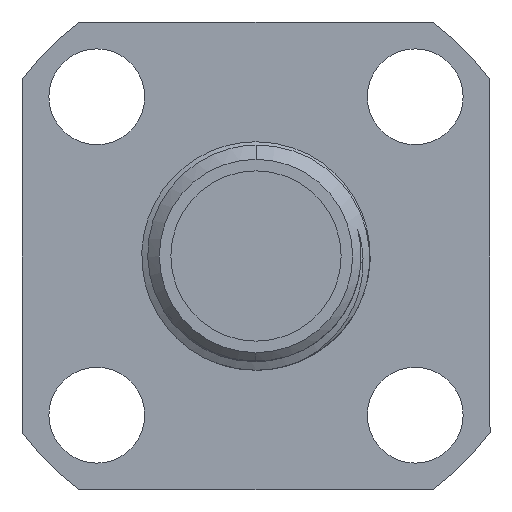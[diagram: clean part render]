
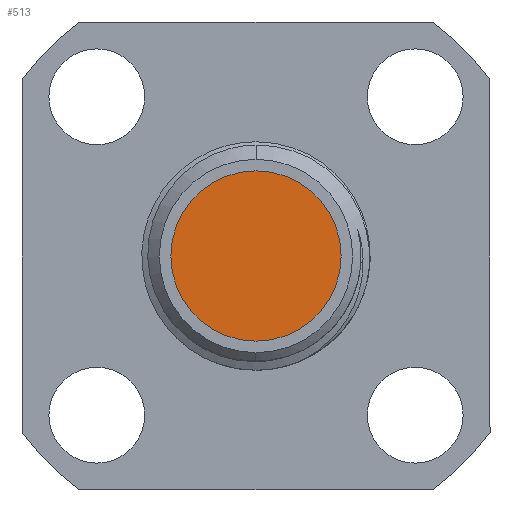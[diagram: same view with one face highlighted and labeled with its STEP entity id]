
A CAD part, left-side view. The second image highlights one B-rep face of the part: STEP entity #513.
In plain terms, the highlighted planar face has unit normal (-1, 0, 0).
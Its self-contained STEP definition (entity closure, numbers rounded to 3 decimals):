
#149 = EDGE_LOOP ( 'NONE', ( #1263, #1153 ) ) ;
#199 = AXIS2_PLACEMENT_3D ( 'NONE', #797, #2510, #2564 ) ;
#212 = CARTESIAN_POINT ( 'NONE',  ( 1.95, 0., 2.31 ) ) ;
#513 = ADVANCED_FACE ( 'NONE', ( #3308 ), #705, .F. ) ;
#659 = EDGE_CURVE ( 'NONE', #2828, #886, #2869, .T. ) ;
#705 = PLANE ( 'NONE',  #3663 ) ;
#797 = CARTESIAN_POINT ( 'NONE',  ( 1.95, 0., 0. ) ) ;
#886 = VERTEX_POINT ( 'NONE', #1376 ) ;
#1153 = ORIENTED_EDGE ( 'NONE', *, *, #2121, .T. ) ;
#1263 = ORIENTED_EDGE ( 'NONE', *, *, #659, .T. ) ;
#1376 = CARTESIAN_POINT ( 'NONE',  ( 1.95, 0., -2.31 ) ) ;
#1512 = DIRECTION ( 'NONE',  ( 0., 0., -1. ) ) ;
#1857 = CARTESIAN_POINT ( 'NONE',  ( 1.95, 0., 0. ) ) ;
#1943 = CARTESIAN_POINT ( 'NONE',  ( 1.95, 0., 0. ) ) ;
#2012 = CIRCLE ( 'NONE', #199, 2.31 ) ;
#2121 = EDGE_CURVE ( 'NONE', #886, #2828, #2012, .T. ) ;
#2253 = DIRECTION ( 'NONE',  ( 0., 0., 1. ) ) ;
#2510 = DIRECTION ( 'NONE',  ( -1., 0., 0. ) ) ;
#2564 = DIRECTION ( 'NONE',  ( 0., 0., 1. ) ) ;
#2738 = DIRECTION ( 'NONE',  ( 1., 0., 0. ) ) ;
#2828 = VERTEX_POINT ( 'NONE', #212 ) ;
#2869 = CIRCLE ( 'NONE', #2979, 2.31 ) ;
#2979 = AXIS2_PLACEMENT_3D ( 'NONE', #1943, #3103, #2253 ) ;
#3103 = DIRECTION ( 'NONE',  ( -1., 0., 0. ) ) ;
#3308 = FACE_OUTER_BOUND ( 'NONE', #149, .T. ) ;
#3663 = AXIS2_PLACEMENT_3D ( 'NONE', #1857, #2738, #1512 ) ;
